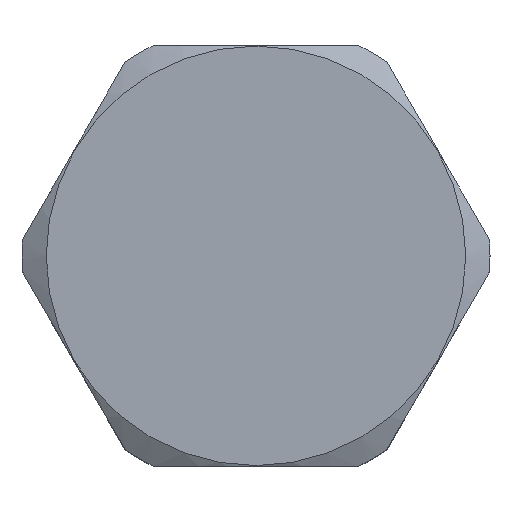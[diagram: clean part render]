
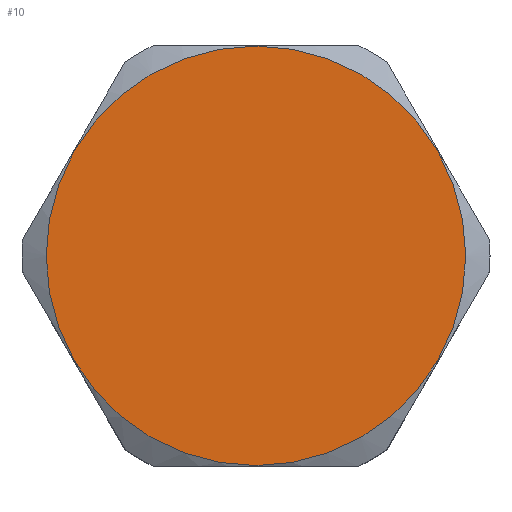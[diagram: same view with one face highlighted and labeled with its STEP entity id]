
A CAD part, top view. The second image highlights one B-rep face of the part: STEP entity #10.
In plain terms, the highlighted planar face has unit normal (0, 0, 1).
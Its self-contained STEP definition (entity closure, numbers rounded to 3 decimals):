
#10 = ADVANCED_FACE ( 'NONE', ( #7003 ), #3424, .F. ) ;
#409 = VERTEX_POINT ( 'NONE', #4971 ) ;
#1505 = DIRECTION ( 'NONE',  ( 0., -1., 0. ) ) ;
#1512 = DIRECTION ( 'NONE',  ( 0., 0., 1. ) ) ;
#1515 = CARTESIAN_POINT ( 'NONE',  ( 0., 0., 0. ) ) ;
#1616 = CARTESIAN_POINT ( 'NONE',  ( 0., -14.25, 0. ) ) ;
#1659 = EDGE_CURVE ( 'NONE', #3539, #409, #6894, .T. ) ;
#1768 = EDGE_CURVE ( 'NONE', #409, #3539, #5643, .T. ) ;
#1853 = AXIS2_PLACEMENT_3D ( 'NONE', #3475, #3420, #3149 ) ;
#2000 = AXIS2_PLACEMENT_3D ( 'NONE', #1515, #1512, #1505 ) ;
#2089 = AXIS2_PLACEMENT_3D ( 'NONE', #4777, #4778, #4779 ) ;
#2760 = EDGE_LOOP ( 'NONE', ( #6471, #2972 ) ) ;
#2972 = ORIENTED_EDGE ( 'NONE', *, *, #1659, .T. ) ;
#3149 = DIRECTION ( 'NONE',  ( -1., 0., 0. ) ) ;
#3420 = DIRECTION ( 'NONE',  ( 0., 0., -1. ) ) ;
#3424 = PLANE ( 'NONE',  #1853 ) ;
#3475 = CARTESIAN_POINT ( 'NONE',  ( 24.742, 14.285, 0. ) ) ;
#3539 = VERTEX_POINT ( 'NONE', #1616 ) ;
#4777 = CARTESIAN_POINT ( 'NONE',  ( 0., 0., 0. ) ) ;
#4778 = DIRECTION ( 'NONE',  ( 0., 0., 1. ) ) ;
#4779 = DIRECTION ( 'NONE',  ( 0., -1., 0. ) ) ;
#4971 = CARTESIAN_POINT ( 'NONE',  ( 0., 14.25, 0. ) ) ;
#5643 = CIRCLE ( 'NONE', #2089, 14.25 ) ;
#6471 = ORIENTED_EDGE ( 'NONE', *, *, #1768, .T. ) ;
#6894 = CIRCLE ( 'NONE', #2000, 14.25 ) ;
#7003 = FACE_OUTER_BOUND ( 'NONE', #2760, .T. ) ;
